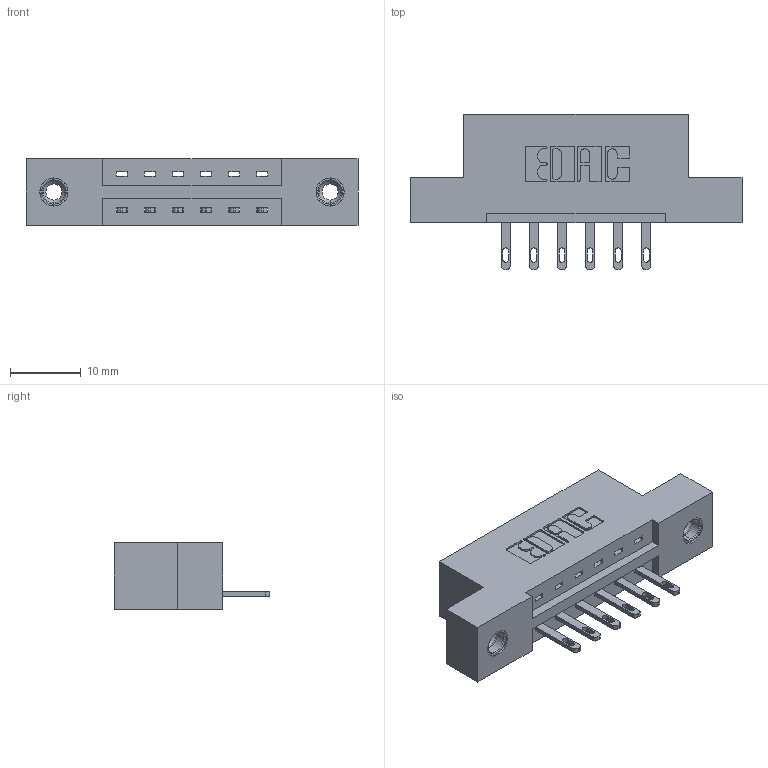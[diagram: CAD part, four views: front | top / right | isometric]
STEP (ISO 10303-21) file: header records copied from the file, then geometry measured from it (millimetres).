
FILE_DESCRIPTION (( 'STEP AP203' ), '1' );
FILE_NAME ('337-006-500-108.STEP', '2019-09-27T16:02:09', ( '' ), ( '' ), 'SwSTEP 2.0', 'SolidWorks 2016', '' );
FILE_SCHEMA (( 'CONFIG_CONTROL_DESIGN' ));
Length unit declared in the file: inch
Products named in the file (4): 337 Part_Flush Mounting Lugs - 0.156 Dia-TI; 345-292-001_345-293-100; 337-006-500-108; 345-250-001_345-250-003-102
Assembly tree (9 placements, depth 2):
  337-006-500-108
    337 Part_Flush Mounting Lugs - 0.156 Dia-TI
    345-292-001_345-293-100  x6
    345-250-001_345-250-003-102  x2
Bounding box: 46.79 x 21.85 x 9.4 mm (x, y, z)
Volume: 4409.4 mm3; surface area: 4400.4 mm2
Topology: 9 solids, 9 shells, 522 faces, 1527 edges, 1010 vertices
Faces by surface type: plane 342, cylinder 164, cone 12, torus 4
Entity records: 10232 total; most frequent: CARTESIAN_POINT 1759, ORIENTED_EDGE 1694, DIRECTION 1589, EDGE_CURVE 847, VECTOR 695, LINE 695, VERTEX_POINT 560, AXIS2_PLACEMENT_3D 447
